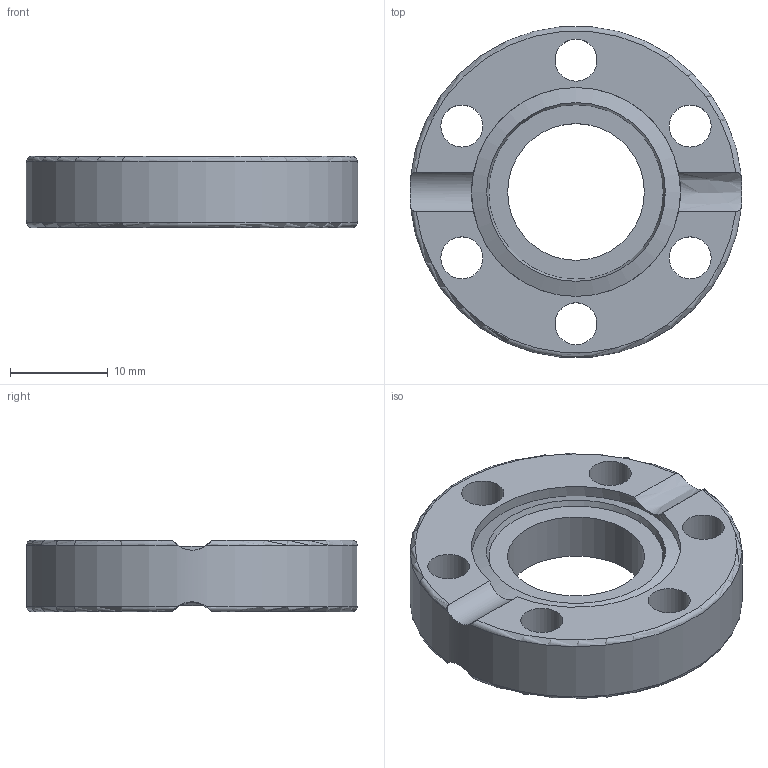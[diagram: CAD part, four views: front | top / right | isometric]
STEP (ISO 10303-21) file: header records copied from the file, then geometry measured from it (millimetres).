
FILE_DESCRIPTION((''),'2;1');
FILE_NAME('F16D14.stp','2009-03-13T09:38:41',('hasers'),(''),'Autodesk Inventor 2008','Autodesk Inventor 2008','');
FILE_SCHEMA(('AUTOMOTIVE_DESIGN { 1 0 10303 214 1 1 1 1 }'));
Length unit declared in the file: millimetre
Products named in the file (2): F16D14; CF-07 [Keywords [Summary]=1.4301][Company [Summary]=Vacom][Title [Summary]=F16D14]
Assembly tree (1 placements, depth 2):
  F16D14
    CF-07 [Keywords [Summary]=1.4301][Company [Summary]=Vacom][Title [Summary]=F16D14]
Bounding box: 34 x 33.87 x 7.3 mm (x, y, z)
Volume: 4360.7 mm3; surface area: 3087.8 mm2
Topology: 1 solids, 1 shells, 28 faces, 78 edges, 52 vertices
Faces by surface type: bspline 8, cylinder 6, plane 6, torus 4, cone 4
Full cylindrical faces by diameter (mm): 14 x1, 21.4 x2, 34 x1
Entity records: 1148 total; most frequent: CARTESIAN_POINT 491, DIRECTION 118, ORIENTED_EDGE 112, EDGE_CURVE 56, EDGE_LOOP 56, AXIS2_PLACEMENT_3D 55, VERTEX_POINT 44, CIRCLE 32
